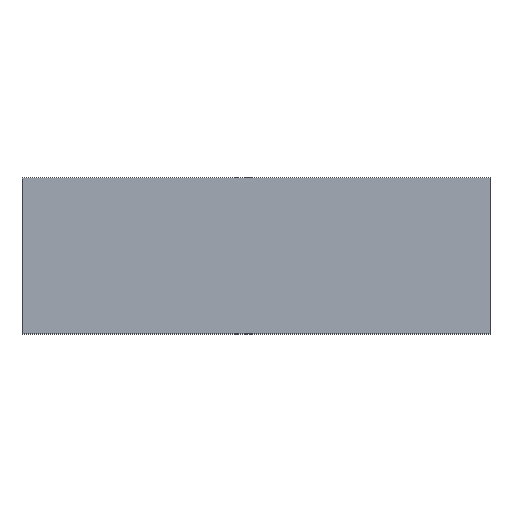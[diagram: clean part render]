
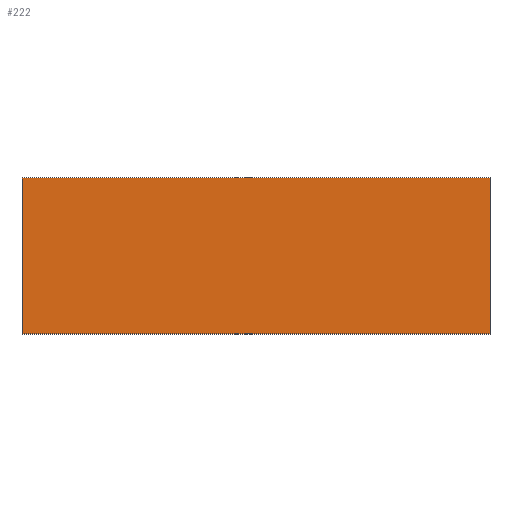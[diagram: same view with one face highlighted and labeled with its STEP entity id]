
A CAD part, top view. The second image highlights one B-rep face of the part: STEP entity #222.
In plain terms, the highlighted planar face has unit normal (0, 0, 1).
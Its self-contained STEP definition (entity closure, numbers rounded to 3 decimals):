
#3 = VECTOR ( 'NONE', #43, 1000. ) ;
#10 = DIRECTION ( 'NONE',  ( -1., 0., 0. ) ) ;
#16 = VERTEX_POINT ( 'NONE', #202 ) ;
#22 = VERTEX_POINT ( 'NONE', #237 ) ;
#24 = DIRECTION ( 'NONE',  ( 0., 0., -1. ) ) ;
#26 = ORIENTED_EDGE ( 'NONE', *, *, #178, .T. ) ;
#27 = LINE ( 'NONE', #227, #3 ) ;
#43 = DIRECTION ( 'NONE',  ( 0., 1., 0. ) ) ;
#48 = PLANE ( 'NONE',  #131 ) ;
#55 = LINE ( 'NONE', #214, #225 ) ;
#65 = CARTESIAN_POINT ( 'NONE',  ( -38.1, -12.7, 0.05 ) ) ;
#75 = ORIENTED_EDGE ( 'NONE', *, *, #148, .T. ) ;
#87 = CARTESIAN_POINT ( 'NONE',  ( -38.1, 12.7, 0.05 ) ) ;
#91 = VECTOR ( 'NONE', #10, 1000. ) ;
#94 = EDGE_LOOP ( 'NONE', ( #75, #167, #26, #201 ) ) ;
#98 = DIRECTION ( 'NONE',  ( 0., -1., 0. ) ) ;
#101 = DIRECTION ( 'NONE',  ( -1., 0., 0. ) ) ;
#119 = CARTESIAN_POINT ( 'NONE',  ( -38.1, -12.7, 0.05 ) ) ;
#120 = DIRECTION ( 'NONE',  ( 1., 0., 0. ) ) ;
#127 = FACE_OUTER_BOUND ( 'NONE', #94, .T. ) ;
#131 = AXIS2_PLACEMENT_3D ( 'NONE', #212, #24, #101 ) ;
#135 = VERTEX_POINT ( 'NONE', #193 ) ;
#148 = EDGE_CURVE ( 'NONE', #22, #135, #27, .T. ) ;
#167 = ORIENTED_EDGE ( 'NONE', *, *, #196, .T. ) ;
#178 = EDGE_CURVE ( 'NONE', #16, #218, #226, .T. ) ;
#186 = LINE ( 'NONE', #87, #91 ) ;
#193 = CARTESIAN_POINT ( 'NONE',  ( 38.1, 12.7, 0.05 ) ) ;
#194 = EDGE_CURVE ( 'NONE', #218, #22, #55, .T. ) ;
#196 = EDGE_CURVE ( 'NONE', #135, #16, #186, .T. ) ;
#201 = ORIENTED_EDGE ( 'NONE', *, *, #194, .T. ) ;
#202 = CARTESIAN_POINT ( 'NONE',  ( -38.1, 12.7, 0.05 ) ) ;
#204 = VECTOR ( 'NONE', #98, 1000. ) ;
#212 = CARTESIAN_POINT ( 'NONE',  ( 0., 0., 0.05 ) ) ;
#214 = CARTESIAN_POINT ( 'NONE',  ( -38.1, -12.7, 0.05 ) ) ;
#218 = VERTEX_POINT ( 'NONE', #119 ) ;
#222 = ADVANCED_FACE ( 'NONE', ( #127 ), #48, .F. ) ;
#225 = VECTOR ( 'NONE', #120, 1000. ) ;
#226 = LINE ( 'NONE', #65, #204 ) ;
#227 = CARTESIAN_POINT ( 'NONE',  ( 38.1, -12.7, 0.05 ) ) ;
#237 = CARTESIAN_POINT ( 'NONE',  ( 38.1, -12.7, 0.05 ) ) ;
